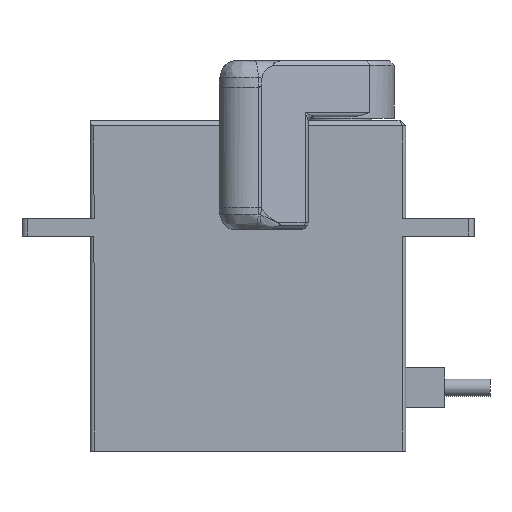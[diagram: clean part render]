
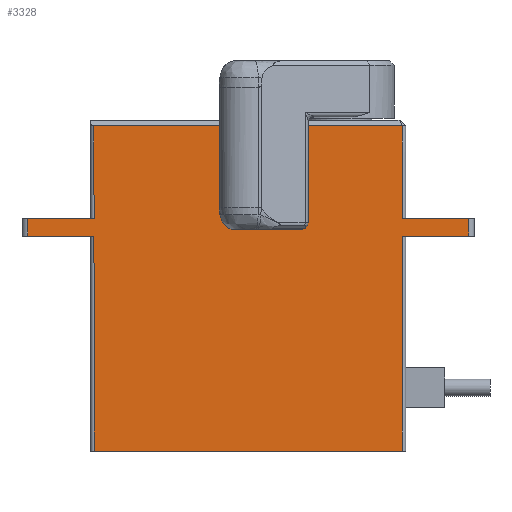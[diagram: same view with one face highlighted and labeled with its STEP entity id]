
A CAD part, top view. The second image highlights one B-rep face of the part: STEP entity #3328.
In plain terms, the highlighted planar face has unit normal (0, 0, 1).
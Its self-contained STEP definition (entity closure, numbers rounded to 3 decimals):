
#406=FACE_OUTER_BOUND('',#600,.T.);
#600=EDGE_LOOP('',(#2416,#2417,#2418,#2419,#2420,#2421,#2422,#2423,#2424,
#2425,#2426,#2427));
#800=LINE('',#4988,#1064);
#820=LINE('',#5101,#1084);
#824=LINE('',#5118,#1088);
#829=LINE('',#5136,#1093);
#834=LINE('',#5155,#1098);
#844=LINE('',#5178,#1108);
#847=LINE('',#5186,#1111);
#858=LINE('',#5222,#1122);
#864=LINE('',#5233,#1128);
#867=LINE('',#5240,#1131);
#869=LINE('',#5243,#1133);
#884=LINE('',#5273,#1148);
#1064=VECTOR('',#3902,10.);
#1084=VECTOR('',#3960,1.);
#1088=VECTOR('',#3978,1.);
#1093=VECTOR('',#3991,1.);
#1098=VECTOR('',#4006,1.);
#1108=VECTOR('',#4030,1.);
#1111=VECTOR('',#4041,1.);
#1122=VECTOR('',#4068,1.);
#1128=VECTOR('',#4084,1.);
#1131=VECTOR('',#4095,1.);
#1133=VECTOR('',#4099,1.);
#1148=VECTOR('',#4132,1.);
#1339=VERTEX_POINT('',#4985);
#1340=VERTEX_POINT('',#4987);
#1361=VERTEX_POINT('',#5098);
#1362=VERTEX_POINT('',#5100);
#1368=VERTEX_POINT('',#5116);
#1376=VERTEX_POINT('',#5133);
#1377=VERTEX_POINT('',#5135);
#1385=VERTEX_POINT('',#5152);
#1386=VERTEX_POINT('',#5154);
#1393=VERTEX_POINT('',#5185);
#1409=VERTEX_POINT('',#5219);
#1410=VERTEX_POINT('',#5221);
#1676=EDGE_CURVE('',#1340,#1339,#800,.T.);
#1705=EDGE_CURVE('',#1362,#1361,#820,.T.);
#1714=EDGE_CURVE('',#1361,#1368,#824,.F.);
#1722=EDGE_CURVE('',#1376,#1377,#829,.T.);
#1731=EDGE_CURVE('',#1385,#1386,#834,.F.);
#1744=EDGE_CURVE('',#1386,#1376,#844,.T.);
#1747=EDGE_CURVE('',#1362,#1393,#847,.T.);
#1765=EDGE_CURVE('',#1409,#1410,#858,.F.);
#1772=EDGE_CURVE('',#1409,#1393,#864,.T.);
#1775=EDGE_CURVE('',#1339,#1410,#867,.T.);
#1777=EDGE_CURVE('',#1377,#1368,#869,.T.);
#1792=EDGE_CURVE('',#1340,#1385,#884,.T.);
#2416=ORIENTED_EDGE('',*,*,#1775,.T.);
#2417=ORIENTED_EDGE('',*,*,#1765,.F.);
#2418=ORIENTED_EDGE('',*,*,#1772,.T.);
#2419=ORIENTED_EDGE('',*,*,#1747,.F.);
#2420=ORIENTED_EDGE('',*,*,#1705,.T.);
#2421=ORIENTED_EDGE('',*,*,#1714,.T.);
#2422=ORIENTED_EDGE('',*,*,#1777,.F.);
#2423=ORIENTED_EDGE('',*,*,#1722,.F.);
#2424=ORIENTED_EDGE('',*,*,#1744,.F.);
#2425=ORIENTED_EDGE('',*,*,#1731,.F.);
#2426=ORIENTED_EDGE('',*,*,#1792,.F.);
#2427=ORIENTED_EDGE('',*,*,#1676,.T.);
#3245=PLANE('',#3579);
#3328=ADVANCED_FACE('',(#406),#3245,.T.);
#3579=AXIS2_PLACEMENT_3D('',#5298,#4139,#4140);
#3902=DIRECTION('',(0.,1.,0.));
#3960=DIRECTION('',(-1.,0.,0.));
#3978=DIRECTION('',(0.,1.,0.));
#3991=DIRECTION('',(0.,1.,0.));
#4006=DIRECTION('',(0.,1.,0.));
#4030=DIRECTION('',(-1.,0.,0.));
#4041=DIRECTION('',(0.,1.,0.));
#4068=DIRECTION('',(0.,1.,0.));
#4084=DIRECTION('',(-1.,0.,0.));
#4095=DIRECTION('',(-1.,0.,0.));
#4099=DIRECTION('',(-1.,0.,0.));
#4132=DIRECTION('',(-1.,0.,0.));
#4139=DIRECTION('center_axis',(0.,0.,1.));
#4140=DIRECTION('ref_axis',(0.,1.,0.));
#4985=CARTESIAN_POINT('',(-0.5,21.2,6.7));
#4987=CARTESIAN_POINT('',(-0.5,-6.2,6.7));
#4988=CARTESIAN_POINT('',(-0.5,12.,6.7));
#5098=CARTESIAN_POINT('',(-29.4,21.2,6.7));
#5100=CARTESIAN_POINT('',(-10.3,21.2,6.7));
#5101=CARTESIAN_POINT('',(-14.7,21.2,6.7));
#5116=CARTESIAN_POINT('',(-29.4,-6.2,6.7));
#5118=CARTESIAN_POINT('',(-29.4,7.5,6.7));
#5133=CARTESIAN_POINT('',(-10.3,-12.1,6.7));
#5135=CARTESIAN_POINT('',(-10.3,-6.2,6.7));
#5136=CARTESIAN_POINT('',(-10.3,-9.15,6.7));
#5152=CARTESIAN_POINT('',(-8.7,-6.2,6.7));
#5154=CARTESIAN_POINT('',(-8.7,-12.1,6.7));
#5155=CARTESIAN_POINT('',(-8.7,-9.15,6.7));
#5178=CARTESIAN_POINT('',(-14.7,-12.1,6.7));
#5185=CARTESIAN_POINT('',(-10.3,27.1,6.7));
#5186=CARTESIAN_POINT('',(-10.3,24.15,6.7));
#5219=CARTESIAN_POINT('',(-8.7,27.1,6.7));
#5221=CARTESIAN_POINT('',(-8.7,21.2,6.7));
#5222=CARTESIAN_POINT('',(-8.7,24.15,6.7));
#5233=CARTESIAN_POINT('',(-14.7,27.1,6.7));
#5240=CARTESIAN_POINT('',(-14.7,21.2,6.7));
#5243=CARTESIAN_POINT('',(-14.7,-6.2,6.7));
#5273=CARTESIAN_POINT('',(-14.7,-6.2,6.7));
#5298=CARTESIAN_POINT('Origin',(0.,-6.5,6.7));
